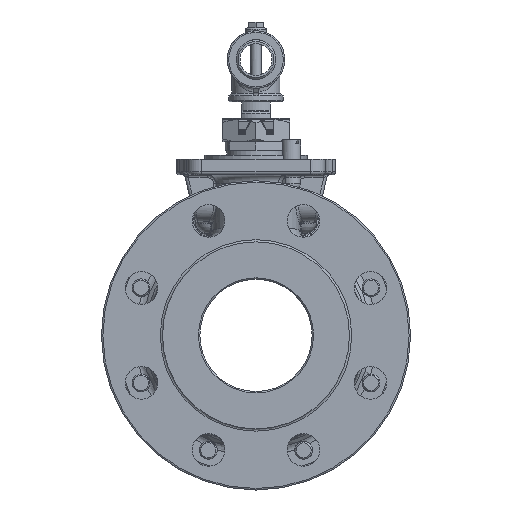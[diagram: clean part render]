
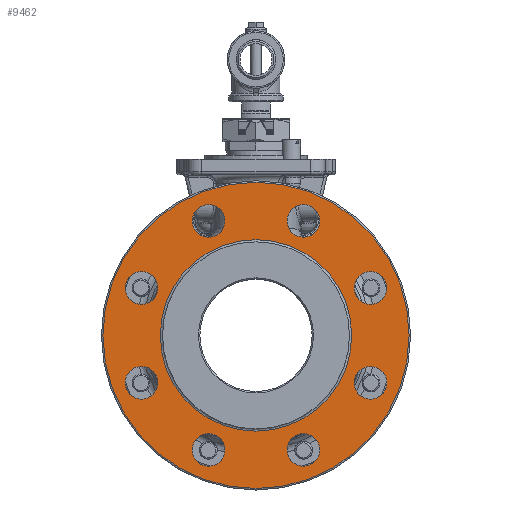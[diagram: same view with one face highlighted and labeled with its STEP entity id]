
A CAD part, left-side view. The second image highlights one B-rep face of the part: STEP entity #9462.
In plain terms, the highlighted planar face has unit normal (-1, 0, 0).
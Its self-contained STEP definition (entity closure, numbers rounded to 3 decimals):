
#1550=PLANE('',#10144);
#2371=FACE_BOUND('',#3170,.T.);
#2372=FACE_BOUND('',#3171,.T.);
#2373=FACE_BOUND('',#3172,.T.);
#2374=FACE_BOUND('',#3173,.T.);
#2375=FACE_BOUND('',#3174,.T.);
#2376=FACE_BOUND('',#3175,.T.);
#2377=FACE_BOUND('',#3176,.T.);
#2378=FACE_BOUND('',#3177,.T.);
#2379=FACE_BOUND('',#3178,.T.);
#2525=FACE_OUTER_BOUND('',#3169,.T.);
#3169=EDGE_LOOP('',(#6816));
#3170=EDGE_LOOP('',(#6817));
#3171=EDGE_LOOP('',(#6818));
#3172=EDGE_LOOP('',(#6819));
#3173=EDGE_LOOP('',(#6820));
#3174=EDGE_LOOP('',(#6821));
#3175=EDGE_LOOP('',(#6822));
#3176=EDGE_LOOP('',(#6823));
#3177=EDGE_LOOP('',(#6824));
#3178=EDGE_LOOP('',(#6825));
#3834=CIRCLE('',#10016,11.1);
#3836=CIRCLE('',#10019,11.1);
#3838=CIRCLE('',#10022,11.1);
#3840=CIRCLE('',#10025,11.1);
#3842=CIRCLE('',#10028,11.1);
#3844=CIRCLE('',#10031,11.1);
#3846=CIRCLE('',#10034,11.1);
#3848=CIRCLE('',#10037,11.1);
#3926=CIRCLE('',#10145,104.);
#3927=CIRCLE('',#10146,65.);
#4340=VERTEX_POINT('',#13495);
#4342=VERTEX_POINT('',#13500);
#4344=VERTEX_POINT('',#13505);
#4346=VERTEX_POINT('',#13510);
#4348=VERTEX_POINT('',#13515);
#4350=VERTEX_POINT('',#13520);
#4352=VERTEX_POINT('',#13525);
#4354=VERTEX_POINT('',#13530);
#4526=VERTEX_POINT('',#14505);
#4527=VERTEX_POINT('',#14507);
#5213=EDGE_CURVE('',#4340,#4340,#3834,.T.);
#5215=EDGE_CURVE('',#4342,#4342,#3836,.T.);
#5217=EDGE_CURVE('',#4344,#4344,#3838,.T.);
#5219=EDGE_CURVE('',#4346,#4346,#3840,.T.);
#5221=EDGE_CURVE('',#4348,#4348,#3842,.T.);
#5223=EDGE_CURVE('',#4350,#4350,#3844,.T.);
#5225=EDGE_CURVE('',#4352,#4352,#3846,.T.);
#5227=EDGE_CURVE('',#4354,#4354,#3848,.T.);
#5421=EDGE_CURVE('',#4526,#4526,#3926,.T.);
#5422=EDGE_CURVE('',#4527,#4527,#3927,.T.);
#6816=ORIENTED_EDGE('',*,*,#5421,.F.);
#6817=ORIENTED_EDGE('',*,*,#5213,.T.);
#6818=ORIENTED_EDGE('',*,*,#5215,.T.);
#6819=ORIENTED_EDGE('',*,*,#5217,.T.);
#6820=ORIENTED_EDGE('',*,*,#5219,.T.);
#6821=ORIENTED_EDGE('',*,*,#5221,.T.);
#6822=ORIENTED_EDGE('',*,*,#5223,.T.);
#6823=ORIENTED_EDGE('',*,*,#5225,.T.);
#6824=ORIENTED_EDGE('',*,*,#5227,.T.);
#6825=ORIENTED_EDGE('',*,*,#5422,.F.);
#9462=ADVANCED_FACE('',(#2525,#2371,#2372,#2373,#2374,#2375,#2376,#2377,
#2378,#2379),#1550,.T.);
#10016=AXIS2_PLACEMENT_3D('',#13496,#11037,#11038);
#10019=AXIS2_PLACEMENT_3D('',#13501,#11043,#11044);
#10022=AXIS2_PLACEMENT_3D('',#13506,#11049,#11050);
#10025=AXIS2_PLACEMENT_3D('',#13511,#11055,#11056);
#10028=AXIS2_PLACEMENT_3D('',#13516,#11061,#11062);
#10031=AXIS2_PLACEMENT_3D('',#13521,#11067,#11068);
#10034=AXIS2_PLACEMENT_3D('',#13526,#11073,#11074);
#10037=AXIS2_PLACEMENT_3D('',#13531,#11079,#11080);
#10144=AXIS2_PLACEMENT_3D('',#14504,#11353,#11354);
#10145=AXIS2_PLACEMENT_3D('',#14506,#11355,#11356);
#10146=AXIS2_PLACEMENT_3D('',#14508,#11357,#11358);
#11037=DIRECTION('center_axis',(1.,0.,0.));
#11038=DIRECTION('ref_axis',(0.,0.707,0.707));
#11043=DIRECTION('center_axis',(1.,0.,0.));
#11044=DIRECTION('ref_axis',(0.,1.,0.));
#11049=DIRECTION('center_axis',(1.,0.,0.));
#11050=DIRECTION('ref_axis',(0.,0.707,-0.707));
#11055=DIRECTION('center_axis',(1.,0.,0.));
#11056=DIRECTION('ref_axis',(0.,0.,-1.));
#11061=DIRECTION('center_axis',(1.,0.,0.));
#11062=DIRECTION('ref_axis',(0.,-0.707,-0.707));
#11067=DIRECTION('center_axis',(1.,0.,0.));
#11068=DIRECTION('ref_axis',(0.,-1.,0.));
#11073=DIRECTION('center_axis',(1.,0.,0.));
#11074=DIRECTION('ref_axis',(0.,-0.707,0.707));
#11079=DIRECTION('center_axis',(1.,0.,0.));
#11080=DIRECTION('ref_axis',(0.,0.,1.));
#11353=DIRECTION('center_axis',(-1.,0.,0.));
#11354=DIRECTION('ref_axis',(0.,0.,1.));
#11355=DIRECTION('center_axis',(1.,0.,0.));
#11356=DIRECTION('ref_axis',(0.,-1.,0.));
#11357=DIRECTION('center_axis',(-1.,0.,0.));
#11358=DIRECTION('ref_axis',(0.,0.,-1.));
#13495=CARTESIAN_POINT('',(-102.,40.052,85.593));
#13496=CARTESIAN_POINT('Origin',(-102.,32.203,77.744));
#13500=CARTESIAN_POINT('',(-102.,88.844,32.203));
#13501=CARTESIAN_POINT('Origin',(-102.,77.744,32.203));
#13505=CARTESIAN_POINT('',(-102.,85.593,-40.052));
#13506=CARTESIAN_POINT('Origin',(-102.,77.744,-32.203));
#13510=CARTESIAN_POINT('',(-102.,32.203,-88.844));
#13511=CARTESIAN_POINT('Origin',(-102.,32.203,-77.744));
#13515=CARTESIAN_POINT('',(-102.,-40.052,-85.593));
#13516=CARTESIAN_POINT('Origin',(-102.,-32.203,-77.744));
#13520=CARTESIAN_POINT('',(-102.,-88.844,-32.203));
#13521=CARTESIAN_POINT('Origin',(-102.,-77.744,-32.203));
#13525=CARTESIAN_POINT('',(-102.,-85.593,40.052));
#13526=CARTESIAN_POINT('Origin',(-102.,-77.744,32.203));
#13530=CARTESIAN_POINT('',(-102.,-32.203,88.844));
#13531=CARTESIAN_POINT('Origin',(-102.,-32.203,77.744));
#14504=CARTESIAN_POINT('Origin',(-102.,0.,29.25));
#14505=CARTESIAN_POINT('',(-102.,104.,0.));
#14506=CARTESIAN_POINT('Origin',(-102.,0.,0.));
#14507=CARTESIAN_POINT('',(-102.,0.,65.));
#14508=CARTESIAN_POINT('Origin',(-102.,0.,0.));
